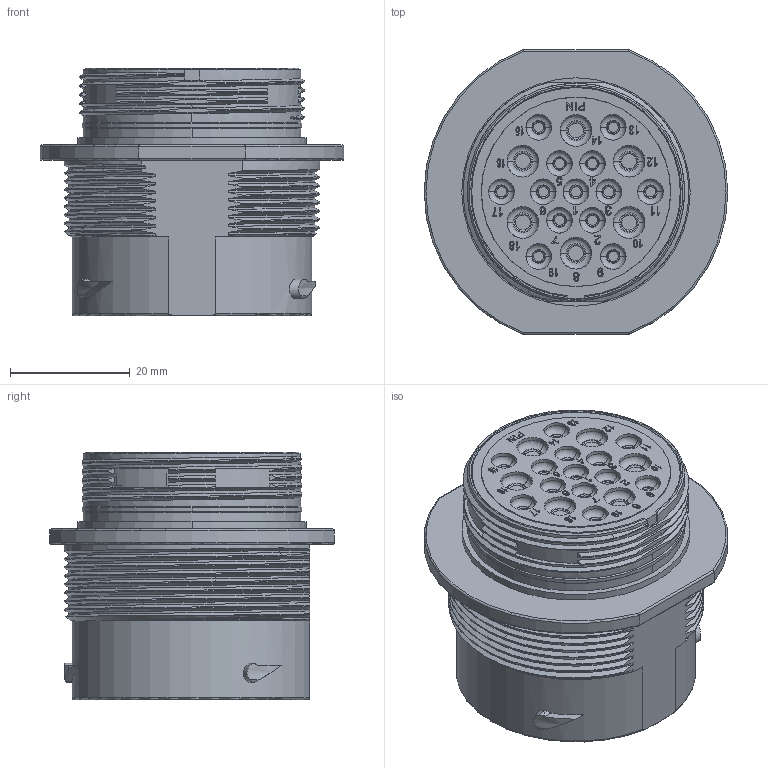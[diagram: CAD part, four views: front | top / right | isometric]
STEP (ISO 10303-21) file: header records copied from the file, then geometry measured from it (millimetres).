
FILE_DESCRIPTION((''),'2;1');
FILE_NAME('C-AHDM04-24-19PN_3D','2018-10-09T',('Administrator'),(''),'PRO/ENGINEER BY PARAMETRIC TECHNOLOGY CORPORATION, 2016360','PRO/ENGINEER BY PARAMETRIC TECHNOLOGY CORPORATION, 2016360','');
FILE_SCHEMA(('CONFIG_CONTROL_DESIGN'));
Products named in the file (1): C-AHDM04-24-19PN_3D
Bounding box: 50.8 x 47.6 x 41.45 mm (x, y, z)
Volume: 40719.8 mm3; surface area: 12960.5 mm2
Topology: 1 solids, 1 shells, 1604 faces, 4449 edges, 3020 vertices
Faces by surface type: plane 1176, cylinder 129, torus 84, extrusion 83, bspline 79, cone 53
Entity records: 58681 total; most frequent: CARTESIAN_POINT 17780, ORIENTED_EDGE 8894, DIRECTION 7688, EDGE_CURVE 4447, VECTOR 3334, LINE 3251, VERTEX_POINT 3020, AXIS2_PLACEMENT_3D 2177
